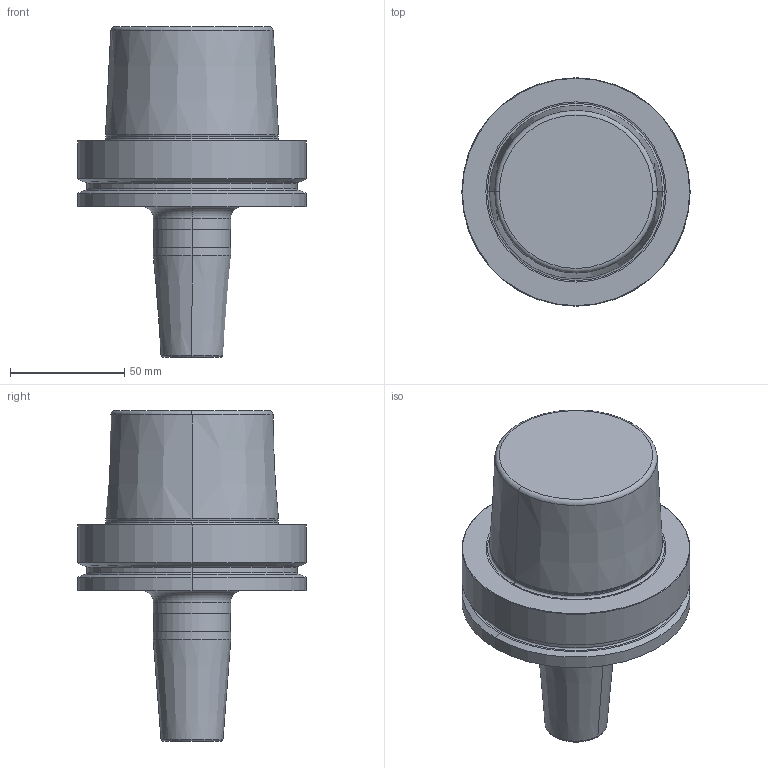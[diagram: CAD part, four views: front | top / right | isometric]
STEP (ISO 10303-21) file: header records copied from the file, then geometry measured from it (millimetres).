
FILE_DESCRIPTION((''),'2;1');
FILE_NAME('30338432','2017-02-21T',('bahnemannr'),(''),'PRO/ENGINEER BY PARAMETRIC TECHNOLOGY CORPORATION, 2011220','PRO/ENGINEER BY PARAMETRIC TECHNOLOGY CORPORATION, 2011220','');
FILE_SCHEMA(('AUTOMOTIVE_DESIGN_CC2 { 1 2 10303 214 -1 1 5 2 }'));
Length unit declared in the file: millimetre
Products named in the file (1): 30338432
Bounding box: 100 x 100 x 144.9 mm (x, y, z)
Volume: 478952.8 mm3; surface area: 45123.1 mm2
Topology: 1 solids, 1 shells, 55 faces, 111 edges, 68 vertices
Faces by surface type: cylinder 16, torus 16, cone 14, plane 9
Entity records: 1846 total; most frequent: DIRECTION 305, CARTESIAN_POINT 231, ORIENTED_EDGE 216, AXIS2_PLACEMENT_3D 136, PRESENTATION_STYLE_ASSIGNMENT 115, STYLED_ITEM 115, CURVE_STYLE 114, EDGE_CURVE 108
